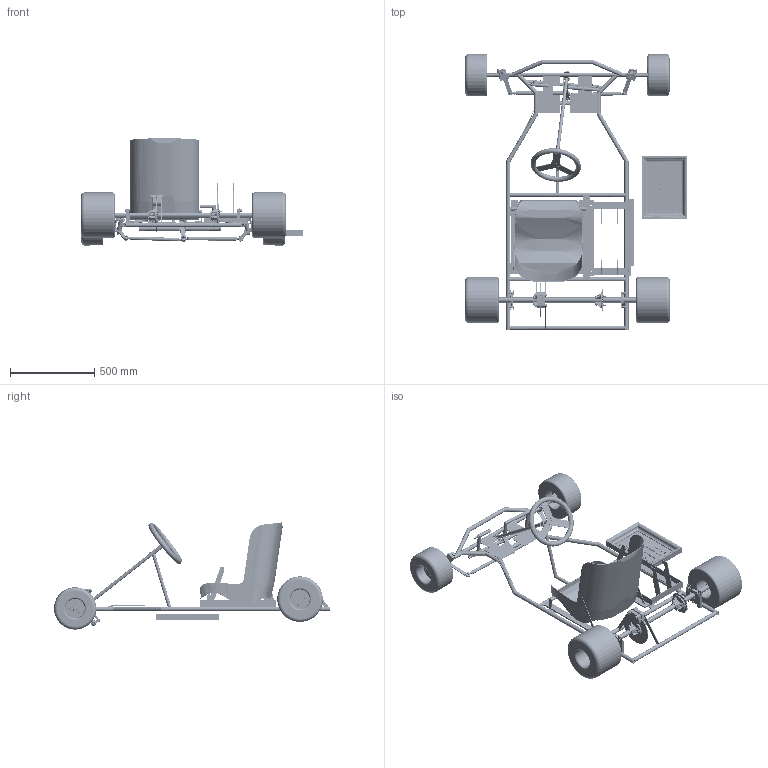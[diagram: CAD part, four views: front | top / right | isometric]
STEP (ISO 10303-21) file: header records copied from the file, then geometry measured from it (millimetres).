
FILE_DESCRIPTION((''),'2;1');
FILE_NAME('Main_Kart.stp','2006-03-15T10:23:34',('Administrator'),(''),'Autodesk Inventor 10','Autodesk Inventor 10','');
FILE_SCHEMA(('AUTOMOTIVE_DESIGN { 1 0 10303 214 1 1 1 1 }'));
Length unit declared in the file: millimetre
Products named in the file (49): Main_Kart; King_Pin_Main_Right; Chassis_Good; King_Pin_Main_Left; ISO 4014 - M12 x 100; ISO 7089 - 12 - 140 HV; ISO 4032 - M12; ISO 4035 - M12; Axle_Carrier; Rear_Axle; ISO 15 - 3 83 - 30 x 72 x 13; Rear_Bearing_Mount; ISO 4017 - M8x25; ISO 7089 - 8 - 140 HV; ISO 4032 - M8; Rear_Wheel; Rear_Hub; ISO 4017 - M8x35; Front_Hub; ISO 15 - 8 38 - 20 x 32 x 10; Front_Wheel; ISO 7089 - 14 - 140 HV; ISO 7414 - M12; Track_Rod_Complete; Rose_End; Track_Rod; ISO 4032 - M10; ISO 4014 - M8 x 50; Pedal; ISO 1234 - 3.2 x 28_1; ISO 7089 - 20 - 140 HV; Steering_Wheel; Steering_Wheel_Hub; ISO 1207 - M6x12; ISO 4032 - M6; ISO 4026 - M6x4; Drop_Arm; Engine_Mounting; Seat; Brake_Disc ...
Assembly tree (158 placements, depth 3):
  Main_Kart
    King_Pin_Main_Right
    Chassis_Good
    King_Pin_Main_Left
    ISO 4014 - M12 x 100  x2
    ISO 7089 - 12 - 140 HV  x2
    ISO 4032 - M12  x2
    ISO 4035 - M12  x2
    Axle_Carrier  x2
    Rear_Axle
    ISO 15 - 3 83 - 30 x 72 x 13  x2
    Rear_Bearing_Mount  x2
    ISO 4017 - M8x25  x13
    ISO 7089 - 8 - 140 HV  x5
    ISO 4032 - M8  x33
    Rear_Wheel  x2
    Rear_Hub  x4
    ISO 4017 - M8x35  x18
    Front_Hub  x2
    ISO 15 - 8 38 - 20 x 32 x 10  x4
    Front_Wheel  x2
    ISO 7089 - 14 - 140 HV  x2
    ISO 7414 - M12  x4
    Track_Rod_Complete  x2
      Rose_End
      Track_Rod
      ISO 4032 - M10
    ISO 4014 - M8 x 50
    Pedal  x3
    ISO 1234 - 3.2 x 28_1  x10
    ISO 7089 - 20 - 140 HV  x4
    Steering_Wheel
    Steering_Wheel_Hub
    ISO 1207 - M6x12  x3
    ISO 4032 - M6  x3
    ISO 4026 - M6x4  x2
    Drop_Arm
    Engine_Mounting
    Seat
    Brake_Disc
    ISO 4162 M10 x 65  x2
    ISO 7089 - 10 - 140 HV  x2
    ISO 4161 - M10  x2
    Sprocket
    Floor_Pan_In_Place
    ISO 4161 - M8
    Clutch_Cable_Stop
    Clutch_Cable
    Plaque
Bounding box: 1317.1 x 1634.98 x 634.96 mm (x, y, z)
Volume: 40775007.6 mm3; surface area: 5350353.2 mm2
Topology: 397 solids, 398 shells, 6828 faces, 16837 edges, 10298 vertices
Faces by surface type: plane 3258, cylinder 1585, bspline 1484, cone 426, torus 75
Full cylindrical faces by diameter (mm): 3 x1, 4.917 x5, 5 x1, 5.387 x3, 6 x5, 6.647 x34, 8 x90, 8.376 x6, 8.4 x5, 10 x12, 10.106 x8, 10.5 x2, 11.63 x32, 12 x4, 13 x10, 15 x15, 16 x6, 16.63 x2, 18.22 x8, 19.412 x8, 19.999 x1, 20 x38, 21 x4, 22 x2, 24 x2, 25 x24, 28 x2, 30 x4, 32 x8, 37 x4
Entity records: 154865 total; most frequent: CARTESIAN_POINT 63833, ORIENTED_EDGE 20658, DIRECTION 14219, EDGE_CURVE 10329, VERTEX_POINT 6757, VECTOR 5809, LINE 5809, EDGE_LOOP 4612
